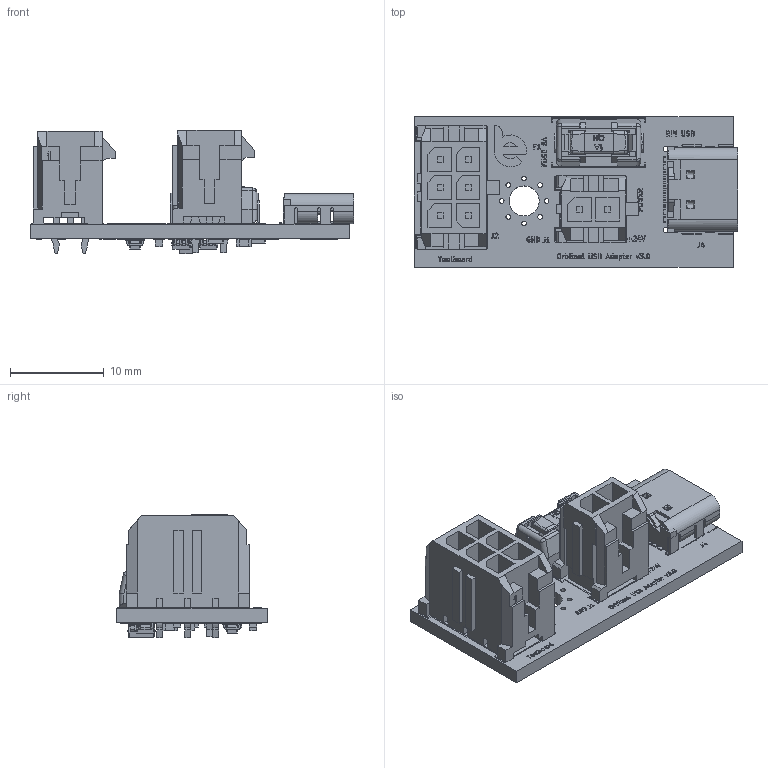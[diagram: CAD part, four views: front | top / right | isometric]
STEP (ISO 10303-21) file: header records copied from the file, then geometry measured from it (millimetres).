
FILE_DESCRIPTION(/* description */ ('KiCad electronic assembly'),/* implementation_level */ '2;1');
FILE_NAME(/* name */ 'Orbitool O2S USB Adapter.step',/* time_stamp */ '2025-04-23T12:16:56+03:00',/* author */ (''),/* organization */ (''),/* preprocessor_version */ 'ST-DEVELOPER v20.1',/* originating_system */ 'Autodesk Translation Framework v14.4.0.0',/* authorisation */ '');
FILE_SCHEMA (('AUTOMOTIVE_DESIGN { 1 0 10303 214 3 1 1 }'));
Products named in the file (20): Orbitool O2S USB Adapter 1; SMD fuse holder v7; Plastic holder; 0679H1000-xxsingle fonts v2; SOLID; Terminal; 430450612; SOLID_1; COMPOUND; Microfit 2pin 449140201; SOLID_2; COMPOUND_1; USB_type_C_smd_12p; SOT-323_SC-70; C_0603_1608Metric; SOT-23-5; SOT-363_SC-70-6; R_0603_1608Metric; Orbitool USB Adapter v3.0.1kicad_pc_20041120_silkscreen; Orbitool USB Adapter v3.0.1kicad_pc_20041120_PCB
Assembly tree (29 placements, depth 4):
  Orbitool O2S USB Adapter 1
    SMD fuse holder v7
      Plastic holder
        0679H1000-xxsingle fonts v2
        SOLID
      Terminal
    430450612
      SOLID_1
      COMPOUND
    Microfit 2pin 449140201
      SOLID_2
      COMPOUND_1
    USB_type_C_smd_12p
    SOT-323_SC-70
    SOT-363_SC-70-6  x2
    R_0603_1608Metric  x7
    C_0603_1608Metric  x4
    SOT-23-5
    Orbitool USB Adapter v3.0.1kicad_pc_20041120_silkscreen
    Orbitool USB Adapter v3.0.1kicad_pc_20041120_PCB
Bounding box: 34.53 x 16.06 x 13.19 mm (x, y, z)
Volume: 1901.6 mm3; surface area: 4215.3 mm2
Topology: 32 solids, 202 shells, 2227 faces, 7974 edges, 5969 vertices
Faces by surface type: plane 1678, cylinder 473, bspline 38, sphere 24, cone 14
Full cylindrical faces by diameter (mm): 0.5 x8, 0.6 x2, 0.65 x2, 0.86 x4, 1 x12, 3.2 x1
Entity records: 79407 total; most frequent: CARTESIAN_POINT 17375, DIRECTION 12155, ORIENTED_EDGE 11576, EDGE_CURVE 7026, LINE 5515, VECTOR 5515, VERTEX_POINT 5389, AXIS2_PLACEMENT_3D 3320
